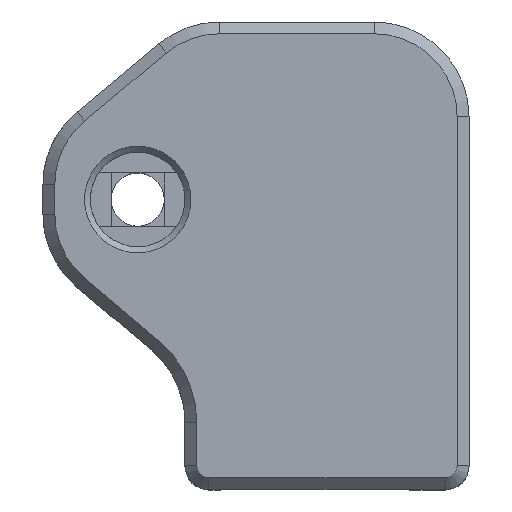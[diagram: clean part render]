
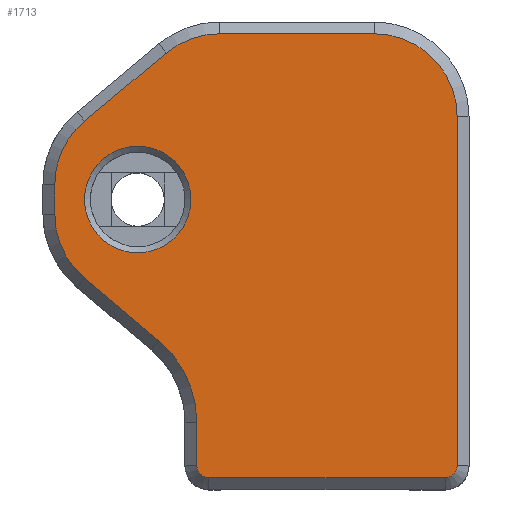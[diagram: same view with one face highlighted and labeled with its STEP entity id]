
A CAD part, top view. The second image highlights one B-rep face of the part: STEP entity #1713.
In plain terms, the highlighted face is planar.
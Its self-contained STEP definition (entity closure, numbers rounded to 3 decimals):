
#19=FACE_BOUND('',#298,.T.);
#99=CIRCLE('',#1839,1.);
#101=CIRCLE('',#1843,9.);
#103=CIRCLE('',#1847,7.);
#104=CIRCLE('',#1850,7.);
#105=CIRCLE('',#1853,7.);
#106=CIRCLE('',#1856,7.);
#107=CIRCLE('',#1859,1.);
#110=CIRCLE('',#1868,4.5);
#199=FACE_OUTER_BOUND('',#297,.T.);
#297=EDGE_LOOP('',(#1458,#1459,#1460,#1461,#1462,#1463,#1464,#1465,#1466,
#1467,#1468,#1469,#1470,#1471));
#298=EDGE_LOOP('',(#1472));
#459=LINE('',#2830,#638);
#463=LINE('',#2841,#642);
#465=LINE('',#2848,#644);
#471=LINE('',#2862,#650);
#474=LINE('',#2870,#653);
#477=LINE('',#2878,#656);
#480=LINE('',#2886,#659);
#638=VECTOR('',#2223,10.);
#642=VECTOR('',#2235,10.);
#644=VECTOR('',#2243,10.);
#650=VECTOR('',#2257,10.);
#653=VECTOR('',#2266,10.);
#656=VECTOR('',#2275,10.);
#659=VECTOR('',#2284,10.);
#793=VERTEX_POINT('',#2826);
#794=VERTEX_POINT('',#2828);
#795=VERTEX_POINT('',#2832);
#797=VERTEX_POINT('',#2838);
#798=VERTEX_POINT('',#2843);
#799=VERTEX_POINT('',#2847);
#802=VERTEX_POINT('',#2854);
#803=VERTEX_POINT('',#2859);
#804=VERTEX_POINT('',#2864);
#805=VERTEX_POINT('',#2868);
#806=VERTEX_POINT('',#2872);
#807=VERTEX_POINT('',#2876);
#808=VERTEX_POINT('',#2880);
#809=VERTEX_POINT('',#2884);
#812=VERTEX_POINT('',#2904);
#1006=EDGE_CURVE('',#793,#794,#459,.T.);
#1007=EDGE_CURVE('',#795,#793,#99,.T.);
#1012=EDGE_CURVE('',#797,#795,#463,.T.);
#1014=EDGE_CURVE('',#798,#797,#101,.T.);
#1015=EDGE_CURVE('',#799,#798,#465,.T.);
#1020=EDGE_CURVE('',#802,#799,#103,.T.);
#1023=EDGE_CURVE('',#803,#802,#471,.T.);
#1025=EDGE_CURVE('',#804,#803,#104,.T.);
#1027=EDGE_CURVE('',#805,#804,#474,.T.);
#1029=EDGE_CURVE('',#806,#805,#105,.T.);
#1031=EDGE_CURVE('',#807,#806,#477,.T.);
#1033=EDGE_CURVE('',#808,#807,#106,.T.);
#1035=EDGE_CURVE('',#809,#808,#480,.T.);
#1036=EDGE_CURVE('',#794,#809,#107,.T.);
#1044=EDGE_CURVE('',#812,#812,#110,.T.);
#1458=ORIENTED_EDGE('',*,*,#1006,.T.);
#1459=ORIENTED_EDGE('',*,*,#1036,.T.);
#1460=ORIENTED_EDGE('',*,*,#1035,.T.);
#1461=ORIENTED_EDGE('',*,*,#1033,.T.);
#1462=ORIENTED_EDGE('',*,*,#1031,.T.);
#1463=ORIENTED_EDGE('',*,*,#1029,.T.);
#1464=ORIENTED_EDGE('',*,*,#1027,.T.);
#1465=ORIENTED_EDGE('',*,*,#1025,.T.);
#1466=ORIENTED_EDGE('',*,*,#1023,.T.);
#1467=ORIENTED_EDGE('',*,*,#1020,.T.);
#1468=ORIENTED_EDGE('',*,*,#1015,.T.);
#1469=ORIENTED_EDGE('',*,*,#1014,.T.);
#1470=ORIENTED_EDGE('',*,*,#1012,.T.);
#1471=ORIENTED_EDGE('',*,*,#1007,.T.);
#1472=ORIENTED_EDGE('',*,*,#1044,.T.);
#1624=PLANE('',#1867);
#1713=ADVANCED_FACE('',(#199,#19),#1624,.F.);
#1839=AXIS2_PLACEMENT_3D('',#2833,#2226,#2227);
#1843=AXIS2_PLACEMENT_3D('',#2845,#2239,#2240);
#1847=AXIS2_PLACEMENT_3D('',#2857,#2251,#2252);
#1850=AXIS2_PLACEMENT_3D('',#2866,#2261,#2262);
#1853=AXIS2_PLACEMENT_3D('',#2874,#2270,#2271);
#1856=AXIS2_PLACEMENT_3D('',#2882,#2279,#2280);
#1859=AXIS2_PLACEMENT_3D('',#2888,#2287,#2288);
#1867=AXIS2_PLACEMENT_3D('',#2903,#2308,#2309);
#1868=AXIS2_PLACEMENT_3D('',#2905,#2310,#2311);
#2223=DIRECTION('',(-1.,0.,0.));
#2226=DIRECTION('center_axis',(0.,0.,-1.));
#2227=DIRECTION('ref_axis',(0.707,-0.707,0.));
#2235=DIRECTION('',(0.,-1.,0.));
#2239=DIRECTION('center_axis',(0.,0.,1.));
#2240=DIRECTION('ref_axis',(-0.644,0.765,0.));
#2243=DIRECTION('',(-0.765,-0.644,0.));
#2251=DIRECTION('center_axis',(0.,0.,-1.));
#2252=DIRECTION('ref_axis',(0.644,-0.765,0.));
#2257=DIRECTION('',(0.,-1.,0.));
#2261=DIRECTION('center_axis',(0.,0.,-1.));
#2262=DIRECTION('ref_axis',(1.,0.,0.));
#2266=DIRECTION('',(0.768,-0.64,0.));
#2270=DIRECTION('center_axis',(0.,0.,-1.));
#2271=DIRECTION('ref_axis',(0.64,0.768,0.));
#2275=DIRECTION('',(1.,0.,0.));
#2279=DIRECTION('center_axis',(0.,0.,-1.));
#2280=DIRECTION('ref_axis',(0.,1.,0.));
#2284=DIRECTION('',(0.,1.,0.));
#2287=DIRECTION('center_axis',(0.,0.,-1.));
#2288=DIRECTION('ref_axis',(-0.707,-0.707,0.));
#2308=DIRECTION('center_axis',(0.,0.,1.));
#2309=DIRECTION('ref_axis',(1.,0.,0.));
#2310=DIRECTION('center_axis',(0.,0.,1.));
#2311=DIRECTION('ref_axis',(-1.,0.,0.));
#2826=CARTESIAN_POINT('',(24.,-38.5,-8.));
#2828=CARTESIAN_POINT('',(4.,-38.5,-8.));
#2830=CARTESIAN_POINT('',(9.5,-38.5,-8.));
#2832=CARTESIAN_POINT('',(25.,-37.5,-8.));
#2833=CARTESIAN_POINT('Origin',(24.,-37.5,-8.));
#2838=CARTESIAN_POINT('',(25.,-33.825,-8.));
#2841=CARTESIAN_POINT('',(25.,-29.625,-8.));
#2843=CARTESIAN_POINT('',(28.204,-26.941,-8.));
#2845=CARTESIAN_POINT('Origin',(34.,-33.825,-8.));
#2847=CARTESIAN_POINT('',(34.508,-21.632,-8.));
#2848=CARTESIAN_POINT('',(27.282,-27.717,-8.));
#2854=CARTESIAN_POINT('',(37.,-16.278,-8.));
#2857=CARTESIAN_POINT('Origin',(30.,-16.278,-8.));
#2859=CARTESIAN_POINT('',(37.,-13.747,-8.));
#2862=CARTESIAN_POINT('',(37.,-18.014,-8.));
#2864=CARTESIAN_POINT('',(34.481,-8.369,-8.));
#2866=CARTESIAN_POINT('Origin',(30.,-13.747,-8.));
#2868=CARTESIAN_POINT('',(27.585,-2.622,-8.));
#2870=CARTESIAN_POINT('',(32.712,-6.895,-8.));
#2872=CARTESIAN_POINT('',(23.104,-1.,-8.));
#2874=CARTESIAN_POINT('Origin',(23.104,-8.,-8.));
#2876=CARTESIAN_POINT('',(10.,-1.,-8.));
#2878=CARTESIAN_POINT('',(22.463,-1.,-8.));
#2880=CARTESIAN_POINT('',(3.,-8.,-8.));
#2882=CARTESIAN_POINT('Origin',(10.,-8.,-8.));
#2884=CARTESIAN_POINT('',(3.,-37.5,-8.));
#2886=CARTESIAN_POINT('',(3.,-13.875,-8.));
#2888=CARTESIAN_POINT('Origin',(4.,-37.5,-8.));
#2903=CARTESIAN_POINT('Origin',(19.,-19.75,-8.));
#2904=CARTESIAN_POINT('',(34.5,-15.,-8.));
#2905=CARTESIAN_POINT('Origin',(30.,-15.,-8.));
